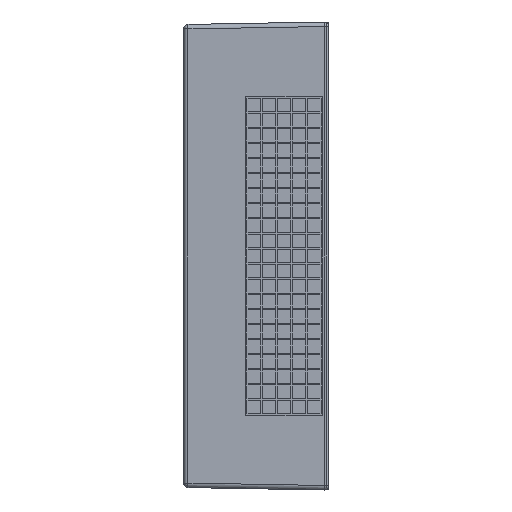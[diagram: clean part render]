
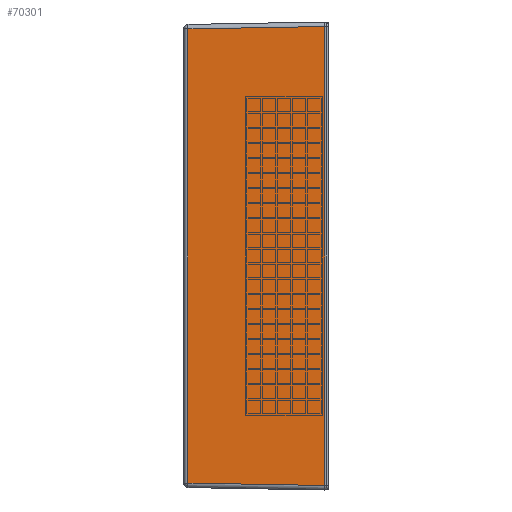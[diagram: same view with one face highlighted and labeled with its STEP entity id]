
A CAD part, left-side view. The second image highlights one B-rep face of the part: STEP entity #70301.
In plain terms, the highlighted face is planar.
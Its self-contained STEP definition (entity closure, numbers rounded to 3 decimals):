
#11477=DIRECTION('',(0.017,1.,-0.017));
#11478=VECTOR('',#11477,90.61);
#11479=CARTESIAN_POINT('',(-152.032,0.603,
235.352));
#11480=LINE('',#11479,#11478);
#11484=DIRECTION('',(0.017,-1.,0.017));
#11485=VECTOR('',#11484,90.61);
#11486=CARTESIAN_POINT('',(150.45,91.185,233.771));
#11487=LINE('',#11486,#11485);
#11491=DIRECTION('',(-1.,0.,0.));
#11492=VECTOR('',#11491,304.063);
#11493=CARTESIAN_POINT('',(152.031,0.603,
235.352));
#11494=LINE('',#11493,#11492);
#11498=CARTESIAN_POINT('',(-152.032,0.603,
235.352));
#11638=DIRECTION('',(-1.,0.,0.));
#11639=VECTOR('',#11638,300.901);
#11640=CARTESIAN_POINT('',(150.45,91.185,233.771));
#11641=LINE('',#11640,#11639);
#60572=VERTEX_POINT('',#11498);
#60573=CARTESIAN_POINT('',(152.031,0.603,
235.352));
#60574=VERTEX_POINT('',#60573);
#60603=CARTESIAN_POINT('',(150.45,91.185,233.771));
#60604=VERTEX_POINT('',#60603);
#60605=CARTESIAN_POINT('',(-150.45,91.185,
233.771));
#60606=VERTEX_POINT('',#60605);
#70288=CARTESIAN_POINT('',(0.,45.904,
234.561));
#70289=DIRECTION('',(0.,0.017,1.));
#70290=DIRECTION('',(0.,-1.,0.017));
#70291=AXIS2_PLACEMENT_3D('',#70288,#70289,#70290);
#70292=PLANE('',#70291);
#70294=ORIENTED_EDGE('',*,*,#70293,.T.);
#70296=ORIENTED_EDGE('',*,*,#70295,.F.);
#70297=ORIENTED_EDGE('',*,*,#70279,.T.);
#70298=ORIENTED_EDGE('',*,*,#70209,.T.);
#70299=EDGE_LOOP('',(#70294,#70296,#70297,#70298));
#70300=FACE_OUTER_BOUND('',#70299,.F.);
#70209=EDGE_CURVE('',#60574,#60572,#11494,.T.);
#70279=EDGE_CURVE('',#60604,#60574,#11487,.T.);
#70293=EDGE_CURVE('',#60572,#60606,#11480,.T.);
#70295=EDGE_CURVE('',#60604,#60606,#11641,.T.);
#70301=ADVANCED_FACE('',(#70300),#70292,.T.);
